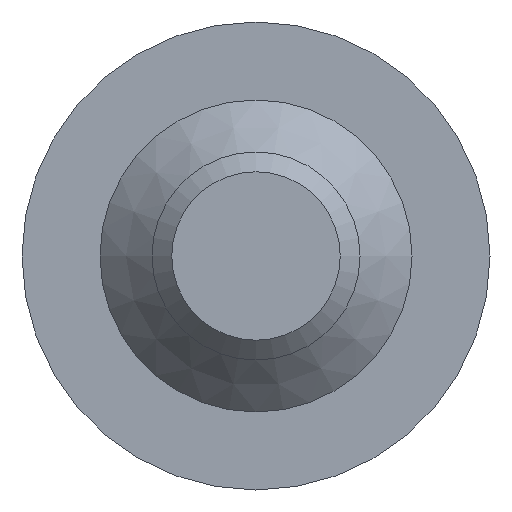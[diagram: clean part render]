
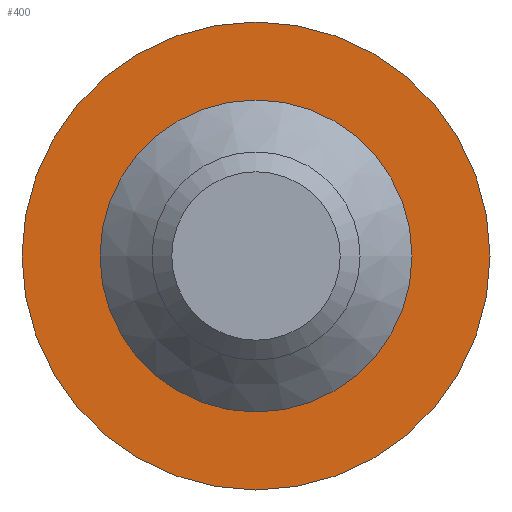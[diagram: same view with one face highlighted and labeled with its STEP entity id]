
A CAD part, front view. The second image highlights one B-rep face of the part: STEP entity #400.
In plain terms, the highlighted planar face has unit normal (0, -1, 0).
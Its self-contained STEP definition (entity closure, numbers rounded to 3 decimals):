
#87=FACE_BOUND('',#131,.T.);
#102=FACE_OUTER_BOUND('',#130,.T.);
#130=EDGE_LOOP('',(#265));
#131=EDGE_LOOP('',(#266));
#157=CIRCLE('',#430,3.);
#158=CIRCLE('',#432,4.5);
#169=VERTEX_POINT('',#559);
#170=VERTEX_POINT('',#562);
#206=EDGE_CURVE('',#169,#169,#157,.T.);
#207=EDGE_CURVE('',#170,#170,#158,.T.);
#265=ORIENTED_EDGE('',*,*,#207,.F.);
#266=ORIENTED_EDGE('',*,*,#206,.T.);
#369=PLANE('',#431);
#400=ADVANCED_FACE('',(#102,#87),#369,.T.);
#430=AXIS2_PLACEMENT_3D('',#560,#476,#477);
#431=AXIS2_PLACEMENT_3D('',#561,#478,#479);
#432=AXIS2_PLACEMENT_3D('',#563,#480,#481);
#476=DIRECTION('center_axis',(0.,1.,0.));
#477=DIRECTION('ref_axis',(0.829,0.,0.559));
#478=DIRECTION('center_axis',(0.,-1.,0.));
#479=DIRECTION('ref_axis',(0.,0.,-1.));
#480=DIRECTION('center_axis',(0.,1.,0.));
#481=DIRECTION('ref_axis',(0.829,0.,0.559));
#559=CARTESIAN_POINT('',(3.,-0.219,0.));
#560=CARTESIAN_POINT('Origin',(0.,-0.219,
0.));
#561=CARTESIAN_POINT('Origin',(4.95,-0.219,0.));
#562=CARTESIAN_POINT('',(4.5,-0.219,0.));
#563=CARTESIAN_POINT('Origin',(0.,-0.219,
0.));
